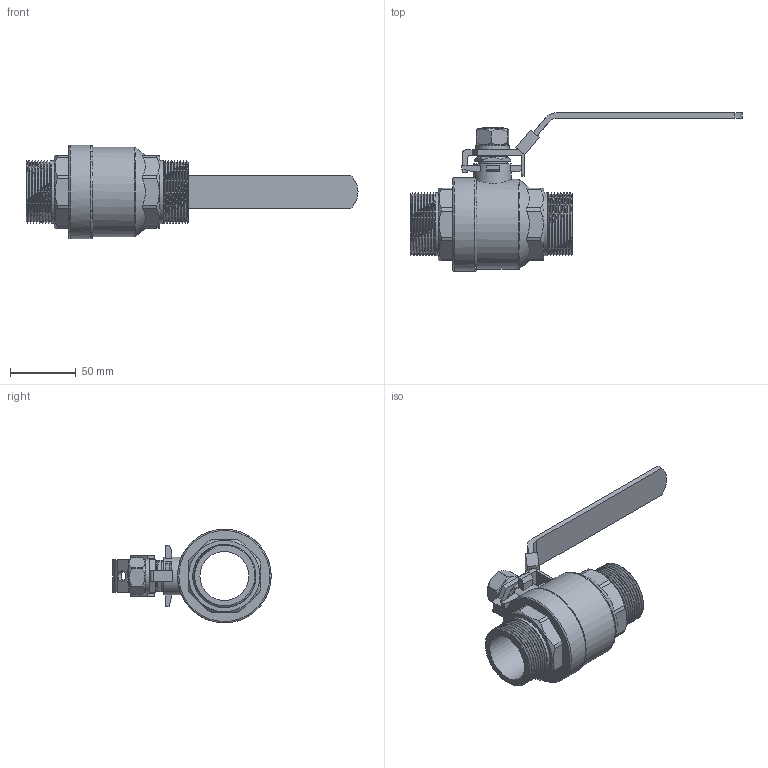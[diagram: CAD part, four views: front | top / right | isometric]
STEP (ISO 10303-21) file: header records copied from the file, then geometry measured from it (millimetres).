
FILE_DESCRIPTION(/* description */ ('Unknown'),/* implementation_level */ '2;1');
FILE_NAME(/* name */ 'R-621-2U-DN40',/* time_stamp */ '2020-12-14T16:26:13+08:00',/* author */ ('Unknown'),/* organization */ ('Unknown'),/* preprocessor_version */ 'ST-DEVELOPER v16.7',/* originating_system */ 'DEX',/* authorisation */ $);
FILE_SCHEMA (('AUTOMOTIVE_DESIGN {1 0 10303 214 3 1 1}'));
Length unit declared in the file: millimetre
Products named in the file (1): R-621-2U-DN40
Bounding box: 251.6 x 120 x 71 mm (x, y, z)
Volume: 250636.2 mm3; surface area: 69388.9 mm2
Topology: 1 solids, 2 shells, 307 faces, 1027 edges, 698 vertices
Faces by surface type: plane 127, cylinder 93, bspline 76, cone 8, torus 3
Full cylindrical faces by diameter (mm): 8 x1, 16 x1, 16.5 x1, 22 x1, 28.5 x1, 37 x1, 41.452 x1, 41.83 x1, 42.386 x1, 47.8 x16, 68 x1, 71 x1
Entity records: 27806 total; most frequent: CARTESIAN_POINT 20359, ORIENTED_EDGE 1946, DIRECTION 1069, EDGE_CURVE 973, VERTEX_POINT 682, AXIS2_PLACEMENT_3D 364, LINE 341, VECTOR 341
